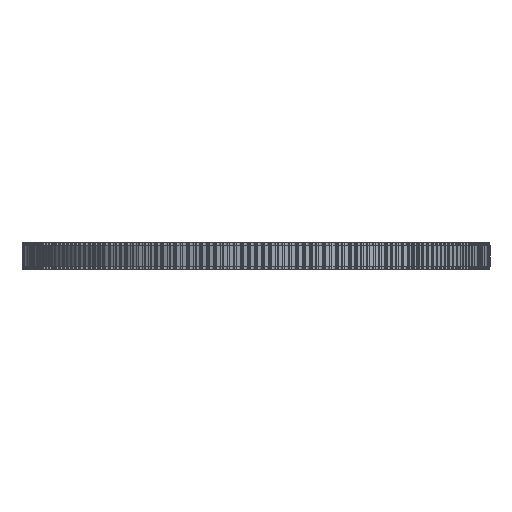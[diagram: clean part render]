
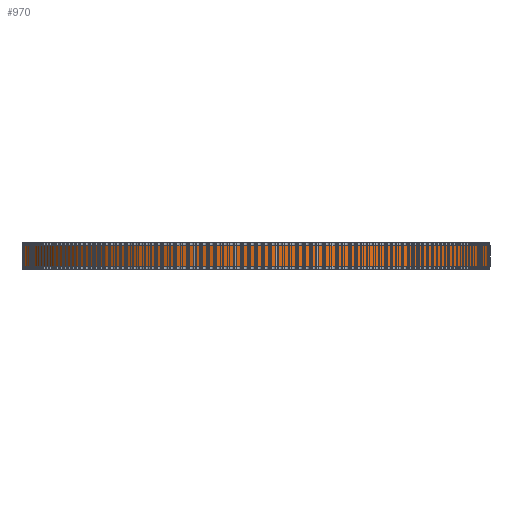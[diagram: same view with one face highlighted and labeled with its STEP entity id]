
A CAD part, front view. The second image highlights one B-rep face of the part: STEP entity #970.
In plain terms, the highlighted cylindrical face has radius 67.482 mm (diameter 134.963 mm), a full revolution.
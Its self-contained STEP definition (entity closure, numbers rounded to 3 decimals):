
#97=FACE_BOUND('',#3520,.T.);
#98=FACE_BOUND('',#3521,.T.);
#970=ADVANCED_FACE('',(#97,#98),#1819,.T.);
#1819=CYLINDRICAL_SURFACE('',#18799,67.482);
#3520=EDGE_LOOP('',(#10306));
#3521=EDGE_LOOP('',(#10307));
#10306=ORIENTED_EDGE('',*,*,#14550,.T.);
#10307=ORIENTED_EDGE('',*,*,#14551,.T.);
#12004=VERTEX_POINT('',#29840);
#12005=VERTEX_POINT('',#29842);
#14550=EDGE_CURVE('',#12004,#12004,#16248,.T.);
#14551=EDGE_CURVE('',#12005,#12005,#16249,.T.);
#16248=CIRCLE('',#18797,67.482);
#16249=CIRCLE('',#18798,67.482);
#18797=AXIS2_PLACEMENT_3D('',#29839,#24742,#24743);
#18798=AXIS2_PLACEMENT_3D('',#29841,#24744,#24745);
#18799=AXIS2_PLACEMENT_3D('',#29843,#24746,#24747);
#24742=DIRECTION('',(0.,0.,1.));
#24743=DIRECTION('',(1.,0.,0.));
#24744=DIRECTION('',(0.,0.,-1.));
#24745=DIRECTION('',(1.,0.,0.));
#24746=DIRECTION('',(0.,0.,1.));
#24747=DIRECTION('',(1.,0.,0.));
#29839=CARTESIAN_POINT('',(0.,0.,1.));
#29840=CARTESIAN_POINT('',(67.482,0.,1.));
#29841=CARTESIAN_POINT('',(0.,0.,7.));
#29842=CARTESIAN_POINT('',(67.482,0.,7.));
#29843=CARTESIAN_POINT('',(0.,0.,1.));
